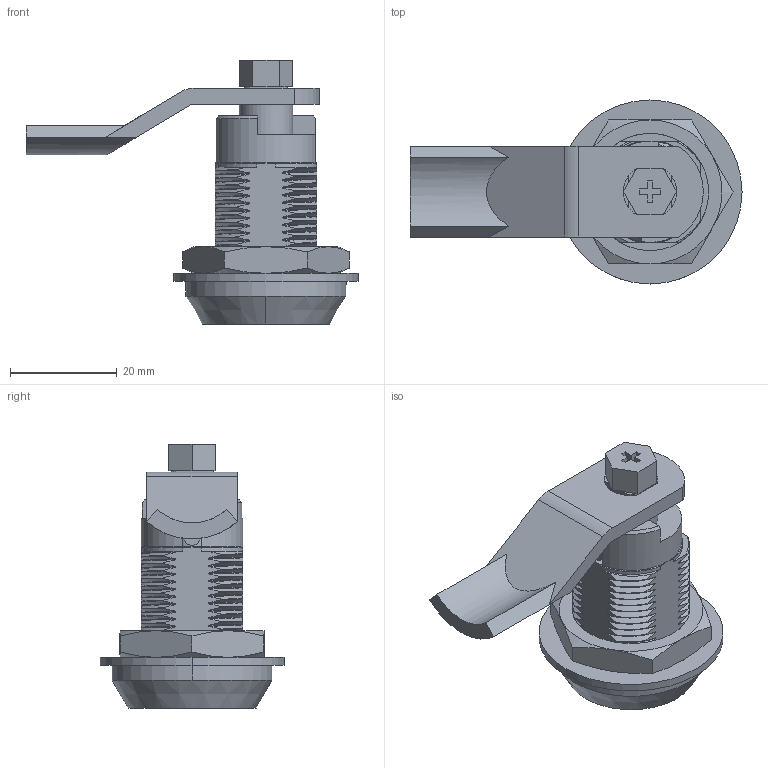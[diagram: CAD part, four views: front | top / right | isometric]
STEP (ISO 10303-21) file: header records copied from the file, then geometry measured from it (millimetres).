
FILE_DESCRIPTION (( 'STEP AP214' ), '1' );
FILE_NAME ('C2 KC-101SQ.STEP', '2016-12-07T06:38:49', ( '' ), ( '' ), 'SwSTEP 2.0', 'SolidWorks 2011', '' );
FILE_SCHEMA (( 'AUTOMOTIVE_DESIGN' ));
Length unit declared in the file: millimetre
Products named in the file (1): C2 KC-101SQ
Bounding box: 62.25 x 34.5 x 49.5 mm (x, y, z)
Volume: 18316.1 mm3; surface area: 11084.6 mm2
Topology: 2 solids, 3 shells, 423 faces, 1211 edges, 781 vertices
Faces by surface type: cylinder 168, bspline 134, plane 98, cone 23
Entity records: 54976 total; most frequent: CARTESIAN_POINT 41162, ORIENTED_EDGE 2410, EDGE_CURVE 1205, DIRECTION 1103, B_SPLINE_CURVE_WITH_KNOTS 819, VERTEX_POINT 781, EDGE_LOOP 446, AXIS2_PLACEMENT_3D 429
